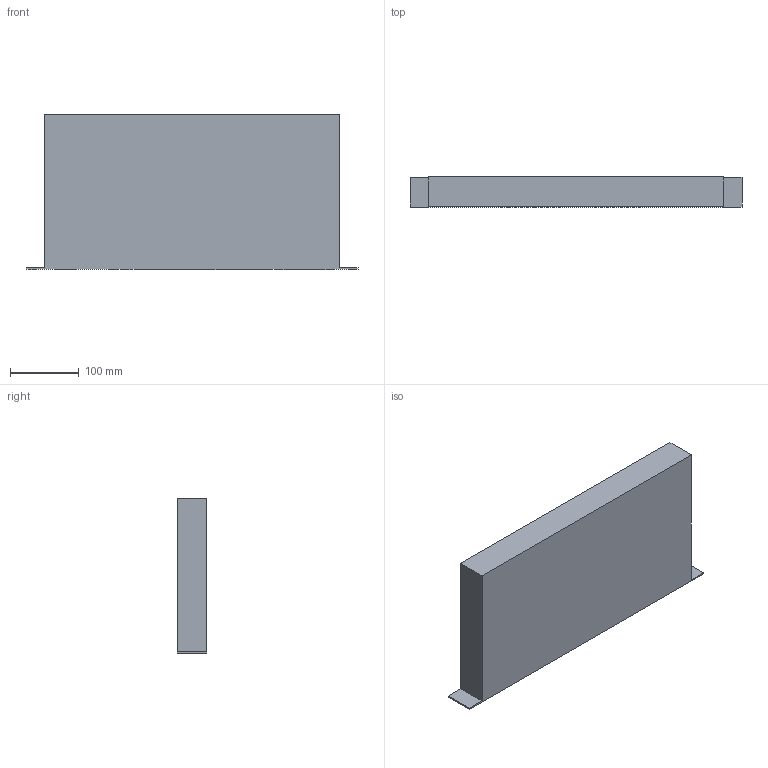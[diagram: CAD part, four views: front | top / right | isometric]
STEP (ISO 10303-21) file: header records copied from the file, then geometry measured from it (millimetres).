
FILE_DESCRIPTION (( 'STEP AP203' ), '1' );
FILE_NAME ('MES2424PAC.STEP', '2022-09-27T06:18:32', ( '' ), ( '' ), 'SwSTEP 2.0', 'SolidWorks 2021', '' );
FILE_SCHEMA (( 'CONFIG_CONTROL_DESIGN' ));
Length unit declared in the file: millimetre
Products named in the file (1): MES2424PAC
Bounding box: 482.6 x 43.6 x 226.1 mm (x, y, z)
Volume: 4227784.1 mm3; surface area: 258131.6 mm2
Topology: 1 solids, 1 shells, 540 faces, 1422 edges, 948 vertices
Faces by surface type: plane 460, cylinder 80
Entity records: 16543 total; most frequent: CARTESIAN_POINT 2911, ORIENTED_EDGE 2844, DIRECTION 2664, EDGE_CURVE 1422, VECTOR 1262, LINE 1262, VERTEX_POINT 948, AXIS2_PLACEMENT_3D 701
